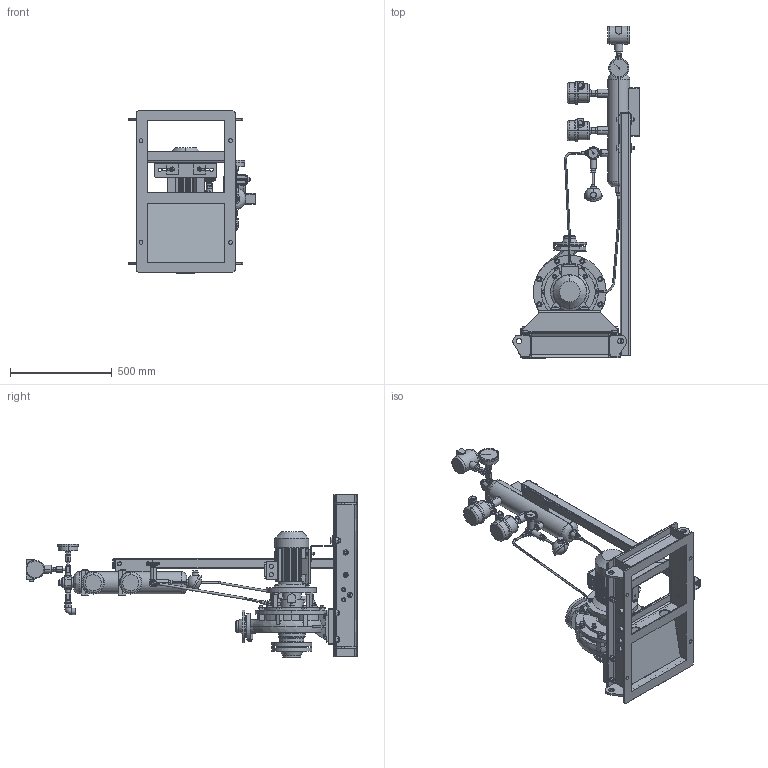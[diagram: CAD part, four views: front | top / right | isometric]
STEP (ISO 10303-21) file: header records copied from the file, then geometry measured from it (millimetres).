
FILE_DESCRIPTION (( 'STEP AP203' ), '1' );
FILE_NAME ('221-213-55Ò-ÐÑ2-43-02.step', '2023-07-26T14:24:27', ( 'adb' ), ( '' ), 'SwSTEP 2.0', 'SolidWorks 2016', '' );
FILE_SCHEMA (( 'CONFIG_CONTROL_DESIGN' ));
Products named in the file (1): 221-213-55Ò-ÐÑ2-43-02
Bounding box: 620.8 x 1630.5 x 805 mm (x, y, z)
Volume: 29075494.7 mm3; surface area: 4942705.9 mm2
Topology: 32 solids, 55 shells, 3367 faces, 8453 edges, 5440 vertices
Faces by surface type: plane 1722, cylinder 1219, cone 308, torus 65, bspline 43, sphere 10
Entity records: 117034 total; most frequent: CARTESIAN_POINT 35527, DIRECTION 17150, ORIENTED_EDGE 16874, EDGE_CURVE 8437, AXIS2_PLACEMENT_3D 6482, VERTEX_POINT 5434, LINE 4186, VECTOR 4186
